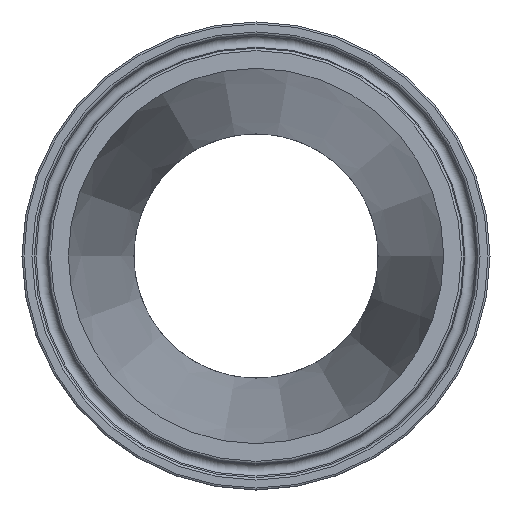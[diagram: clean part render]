
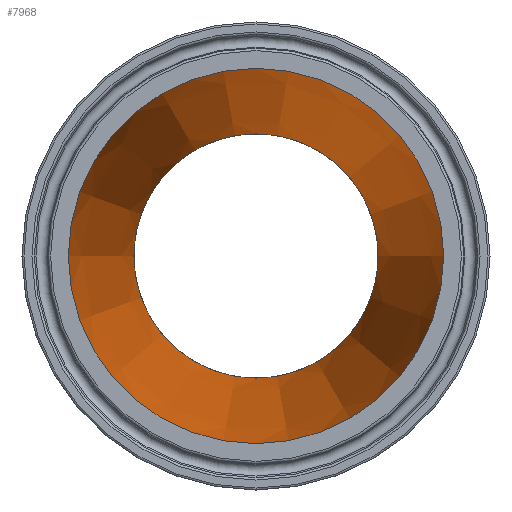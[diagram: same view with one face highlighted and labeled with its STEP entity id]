
A CAD part, left-side view. The second image highlights one B-rep face of the part: STEP entity #7968.
In plain terms, the highlighted conical face has half-angle 7.125 degrees and reference radius 30.099 mm.
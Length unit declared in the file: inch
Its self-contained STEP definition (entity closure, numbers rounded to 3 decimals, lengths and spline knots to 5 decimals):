
#891=FACE_OUTER_BOUND('',#1359,.T.);
#1359=EDGE_LOOP('',(#7329,#7330,#7331,#7332,#7333,#7334));
#2267=LINE('',#17606,#2804);
#2804=VECTOR('',#10047,1.185);
#3016=CIRCLE('',#8483,0.935);
#3017=CIRCLE('',#8484,0.935);
#3018=CIRCLE('',#8486,1.435);
#3019=CIRCLE('',#8487,1.435);
#3832=VERTEX_POINT('',#17600);
#3833=VERTEX_POINT('',#17601);
#3834=VERTEX_POINT('',#17605);
#3835=VERTEX_POINT('',#17607);
#5010=EDGE_CURVE('',#3832,#3833,#3016,.T.);
#5011=EDGE_CURVE('',#3833,#3832,#3017,.T.);
#5012=EDGE_CURVE('',#3833,#3834,#2267,.T.);
#5013=EDGE_CURVE('',#3835,#3834,#3018,.T.);
#5014=EDGE_CURVE('',#3834,#3835,#3019,.T.);
#7329=ORIENTED_EDGE('',*,*,#5010,.T.);
#7330=ORIENTED_EDGE('',*,*,#5012,.T.);
#7331=ORIENTED_EDGE('',*,*,#5013,.F.);
#7332=ORIENTED_EDGE('',*,*,#5014,.F.);
#7333=ORIENTED_EDGE('',*,*,#5012,.F.);
#7334=ORIENTED_EDGE('',*,*,#5011,.T.);
#7496=CONICAL_SURFACE('',#8485,1.185,0.124);
#7968=ADVANCED_FACE('',(#891),#7496,.F.);
#8483=AXIS2_PLACEMENT_3D('',#17602,#10041,#10042);
#8484=AXIS2_PLACEMENT_3D('',#17603,#10043,#10044);
#8485=AXIS2_PLACEMENT_3D('',#17604,#10045,#10046);
#8486=AXIS2_PLACEMENT_3D('',#17608,#10048,#10049);
#8487=AXIS2_PLACEMENT_3D('',#17609,#10050,#10051);
#10041=DIRECTION('center_axis',(1.,0.,0.));
#10042=DIRECTION('ref_axis',(0.,1.,0.));
#10043=DIRECTION('center_axis',(1.,0.,0.));
#10044=DIRECTION('ref_axis',(0.,1.,0.));
#10045=DIRECTION('center_axis',(-1.,0.,0.));
#10046=DIRECTION('ref_axis',(0.,1.,0.));
#10047=DIRECTION('',(-0.992,-0.124,0.));
#10048=DIRECTION('center_axis',(1.,0.,0.));
#10049=DIRECTION('ref_axis',(0.,1.,0.));
#10050=DIRECTION('center_axis',(1.,0.,0.));
#10051=DIRECTION('ref_axis',(0.,1.,0.));
#17600=CARTESIAN_POINT('',(5.05662,0.935,0.));
#17601=CARTESIAN_POINT('',(5.05662,-0.935,0.));
#17602=CARTESIAN_POINT('Origin',(5.05662,0.,
0.));
#17603=CARTESIAN_POINT('Origin',(5.05662,0.,
0.));
#17604=CARTESIAN_POINT('Origin',(3.05662,0.,
0.));
#17605=CARTESIAN_POINT('',(1.05662,-1.435,0.));
#17606=CARTESIAN_POINT('',(3.05662,-1.185,0.));
#17607=CARTESIAN_POINT('',(1.05662,1.435,0.));
#17608=CARTESIAN_POINT('Origin',(1.05662,0.,
0.));
#17609=CARTESIAN_POINT('Origin',(1.05662,0.,
0.));
